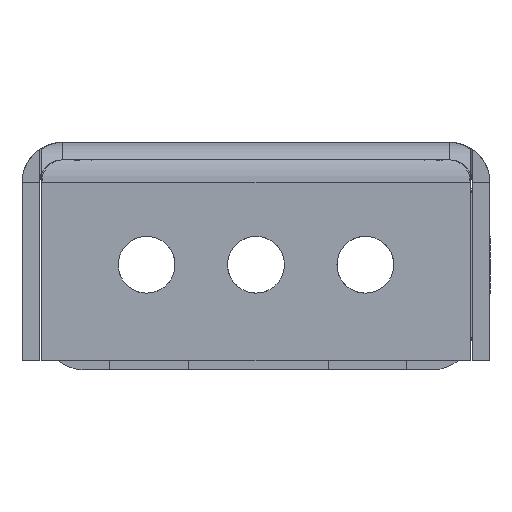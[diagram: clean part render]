
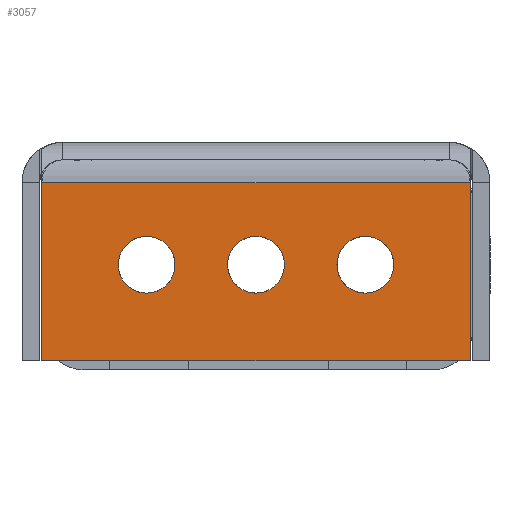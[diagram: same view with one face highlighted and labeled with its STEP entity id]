
A CAD part, left-side view. The second image highlights one B-rep face of the part: STEP entity #3057.
In plain terms, the highlighted face is planar.
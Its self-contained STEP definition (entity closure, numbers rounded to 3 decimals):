
#3057=ADVANCED_FACE('',(#12202,#12203,#12204,#12205),#4092,.F.);
#4092=PLANE('',#32523);
#7127=LINE('',#47985,#10181);
#7131=LINE('',#47994,#10185);
#7137=LINE('',#48016,#10191);
#7138=LINE('',#48024,#10192);
#10181=VECTOR('',#39896,1.);
#10185=VECTOR('',#39902,1.);
#10191=VECTOR('',#39922,1.);
#10192=VECTOR('',#39931,1.);
#12202=FACE_BOUND('',#15212,.T.);
#12203=FACE_BOUND('',#15213,.T.);
#12204=FACE_BOUND('',#15214,.T.);
#12205=FACE_BOUND('',#15215,.T.);
#15212=EDGE_LOOP('',(#22822));
#15213=EDGE_LOOP('',(#22823));
#15214=EDGE_LOOP('',(#22824));
#15215=EDGE_LOOP('',(#22825,#22826,#22827,#22828));
#22822=ORIENTED_EDGE('',*,*,#29538,.T.);
#22823=ORIENTED_EDGE('',*,*,#29539,.T.);
#22824=ORIENTED_EDGE('',*,*,#29540,.T.);
#22825=ORIENTED_EDGE('',*,*,#29537,.F.);
#22826=ORIENTED_EDGE('',*,*,#29541,.T.);
#22827=ORIENTED_EDGE('',*,*,#29526,.F.);
#22828=ORIENTED_EDGE('',*,*,#29522,.F.);
#25706=VERTEX_POINT('',#47986);
#25707=VERTEX_POINT('',#47987);
#25710=VERTEX_POINT('',#47995);
#25718=VERTEX_POINT('',#48015);
#25719=VERTEX_POINT('',#48019);
#25720=VERTEX_POINT('',#48021);
#25721=VERTEX_POINT('',#48023);
#29522=EDGE_CURVE('',#25706,#25707,#7127,.T.);
#29526=EDGE_CURVE('',#25707,#25710,#7131,.T.);
#29537=EDGE_CURVE('',#25718,#25706,#7137,.T.);
#29538=EDGE_CURVE('',#25719,#25719,#30346,.T.);
#29539=EDGE_CURVE('',#25720,#25720,#30347,.T.);
#29540=EDGE_CURVE('',#25721,#25721,#30348,.T.);
#29541=EDGE_CURVE('',#25718,#25710,#7138,.T.);
#30346=CIRCLE('',#32520,3.25);
#30347=CIRCLE('',#32521,3.25);
#30348=CIRCLE('',#32522,3.25);
#32520=AXIS2_PLACEMENT_3D('',#48018,#39925,#39926);
#32521=AXIS2_PLACEMENT_3D('',#48020,#39927,#39928);
#32522=AXIS2_PLACEMENT_3D('',#48022,#39929,#39930);
#32523=AXIS2_PLACEMENT_3D('',#48025,#39932,#39933);
#39896=DIRECTION('',(1.,0.,0.));
#39902=DIRECTION('',(0.,1.,0.));
#39922=DIRECTION('',(0.,-1.,0.));
#39925=DIRECTION('',(0.,0.,1.));
#39926=DIRECTION('',(1.,0.,0.));
#39927=DIRECTION('',(0.,0.,1.));
#39928=DIRECTION('',(1.,0.,0.));
#39929=DIRECTION('',(0.,0.,1.));
#39930=DIRECTION('',(1.,0.,0.));
#39931=DIRECTION('',(1.,0.,0.));
#39932=DIRECTION('',(0.,0.,1.));
#39933=DIRECTION('',(-1.,0.,0.));
#47985=CARTESIAN_POINT('',(-24.75,-12.5,0.));
#47986=CARTESIAN_POINT('',(-24.5,-12.5,0.));
#47987=CARTESIAN_POINT('',(24.5,-12.5,0.));
#47994=CARTESIAN_POINT('',(24.5,-12.5,0.));
#47995=CARTESIAN_POINT('',(24.5,7.9,0.));
#48015=CARTESIAN_POINT('',(-24.5,7.9,0.));
#48016=CARTESIAN_POINT('',(-24.5,12.5,0.));
#48018=CARTESIAN_POINT('',(-12.5,-1.5,0.));
#48019=CARTESIAN_POINT('',(-9.25,-1.5,0.));
#48020=CARTESIAN_POINT('',(0.,-1.5,0.));
#48021=CARTESIAN_POINT('',(3.25,-1.5,0.));
#48022=CARTESIAN_POINT('',(12.5,-1.5,0.));
#48023=CARTESIAN_POINT('',(15.75,-1.5,0.));
#48024=CARTESIAN_POINT('',(-24.75,7.9,0.));
#48025=CARTESIAN_POINT('',(0.,0.,0.));
